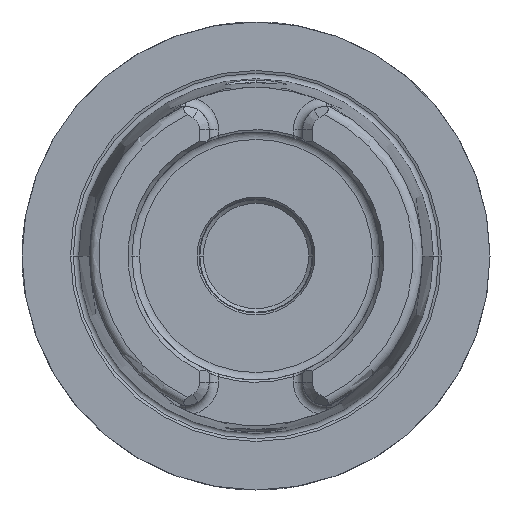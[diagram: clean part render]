
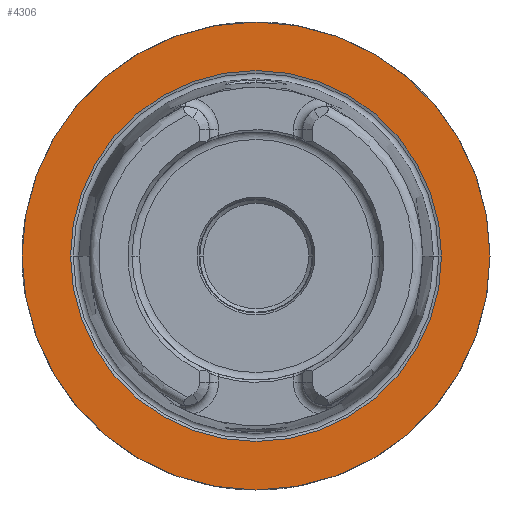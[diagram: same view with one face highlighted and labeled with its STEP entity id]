
A CAD part, left-side view. The second image highlights one B-rep face of the part: STEP entity #4306.
In plain terms, the highlighted planar face has unit normal (-1, 0, 0).
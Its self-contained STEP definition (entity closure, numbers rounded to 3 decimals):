
#905=CARTESIAN_POINT('',(0.,0.,0.));
#906=DIRECTION('',(1.,0.,0.));
#907=DIRECTION('',(0.,1.,0.));
#908=AXIS2_PLACEMENT_3D('',#905,#906,#907);
#910=CARTESIAN_POINT('',(0.,0.,0.));
#911=DIRECTION('',(-1.,0.,0.));
#912=DIRECTION('',(0.,1.,0.));
#913=AXIS2_PLACEMENT_3D('',#910,#911,#912);
#915=CARTESIAN_POINT('',(0.,0.,0.));
#916=DIRECTION('',(-1.,0.,0.));
#917=DIRECTION('',(0.,-1.,0.));
#918=AXIS2_PLACEMENT_3D('',#915,#916,#917);
#920=CARTESIAN_POINT('',(0.,0.,0.));
#921=DIRECTION('',(-1.,0.,0.));
#922=DIRECTION('',(0.,1.,0.));
#923=AXIS2_PLACEMENT_3D('',#920,#921,#922);
#2827=CARTESIAN_POINT('',(0.,50.,0.));
#2828=CARTESIAN_POINT('',(0.,-50.,0.));
#2829=VERTEX_POINT('',#2827);
#2830=VERTEX_POINT('',#2828);
#2855=CARTESIAN_POINT('',(0.,-39.632,0.));
#2856=VERTEX_POINT('',#2855);
#2857=CARTESIAN_POINT('',(0.,39.632,0.));
#2858=VERTEX_POINT('',#2857);
#4291=CARTESIAN_POINT('',(0.,0.,0.));
#4292=DIRECTION('',(1.,0.,0.));
#4293=DIRECTION('',(0.,-1.,0.));
#4294=AXIS2_PLACEMENT_3D('',#4291,#4292,#4293);
#4295=PLANE('',#4294);
#4297=ORIENTED_EDGE('',*,*,#4296,.T.);
#4299=ORIENTED_EDGE('',*,*,#4298,.F.);
#4300=EDGE_LOOP('',(#4297,#4299));
#4301=FACE_OUTER_BOUND('',#4300,.F.);
#4302=ORIENTED_EDGE('',*,*,#4286,.T.);
#4303=ORIENTED_EDGE('',*,*,#4270,.T.);
#4304=EDGE_LOOP('',(#4302,#4303));
#4305=FACE_BOUND('',#4304,.F.);
#4306=ADVANCED_FACE('',(#4301,#4305),#4295,.F.);
#909=CIRCLE('',#908,50.);
#914=CIRCLE('',#913,50.);
#919=CIRCLE('',#918,39.632);
#924=CIRCLE('',#923,39.632);
#4270=EDGE_CURVE('',#2858,#2856,#924,.T.);
#4286=EDGE_CURVE('',#2856,#2858,#919,.T.);
#4296=EDGE_CURVE('',#2829,#2830,#909,.T.);
#4298=EDGE_CURVE('',#2829,#2830,#914,.T.);
